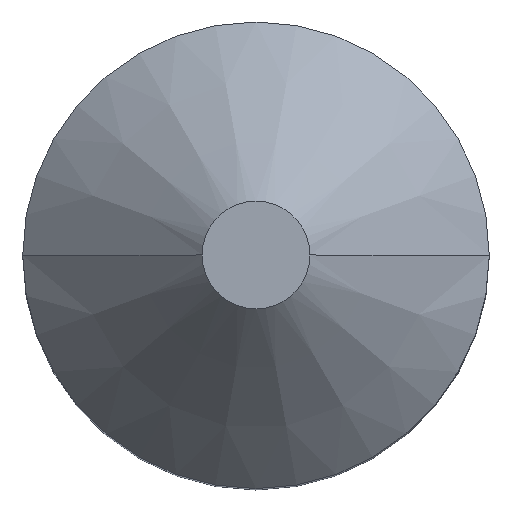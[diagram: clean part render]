
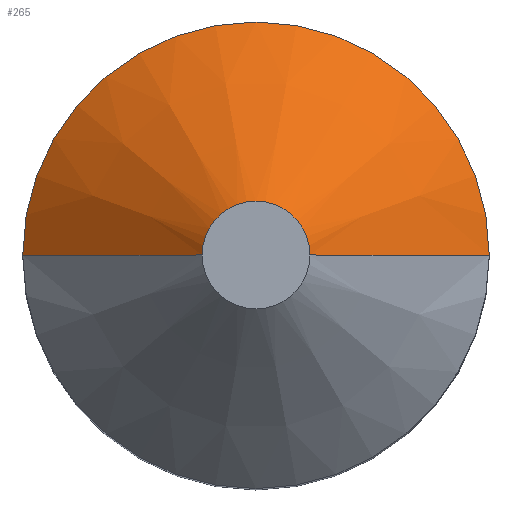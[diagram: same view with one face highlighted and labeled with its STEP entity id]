
A CAD part, top view. The second image highlights one B-rep face of the part: STEP entity #265.
In plain terms, the highlighted conical face has half-angle 45 degrees and reference radius 0.105 mm.
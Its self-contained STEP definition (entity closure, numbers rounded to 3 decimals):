
#9 = CIRCLE ( 'NONE', #379, 0.455 ) ;
#13 = AXIS2_PLACEMENT_3D ( 'NONE', #402, #63, #153 ) ;
#23 = EDGE_CURVE ( 'NONE', #52, #156, #353, .T. ) ;
#29 = ORIENTED_EDGE ( 'NONE', *, *, #377, .F. ) ;
#50 = DIRECTION ( 'NONE',  ( -1., 0., 0. ) ) ;
#52 = VERTEX_POINT ( 'NONE', #73 ) ;
#63 = DIRECTION ( 'NONE',  ( 0., 0., 1. ) ) ;
#67 = LINE ( 'NONE', #188, #144 ) ;
#73 = CARTESIAN_POINT ( 'NONE',  ( -0.105, 0., 0. ) ) ;
#87 = DIRECTION ( 'NONE',  ( 0., 0., -1. ) ) ;
#123 = DIRECTION ( 'NONE',  ( -0.707, 0., -0.707 ) ) ;
#144 = VECTOR ( 'NONE', #272, 1000. ) ;
#153 = DIRECTION ( 'NONE',  ( 1., 0., 0. ) ) ;
#156 = VERTEX_POINT ( 'NONE', #165 ) ;
#165 = CARTESIAN_POINT ( 'NONE',  ( -0.455, 0., -0.35 ) ) ;
#171 = CARTESIAN_POINT ( 'NONE',  ( 0., 0., 0. ) ) ;
#180 = VERTEX_POINT ( 'NONE', #200 ) ;
#184 = ORIENTED_EDGE ( 'NONE', *, *, #214, .F. ) ;
#188 = CARTESIAN_POINT ( 'NONE',  ( 0.105, 0., 0. ) ) ;
#196 = CONICAL_SURFACE ( 'NONE', #263, 0.105, 0.785 ) ;
#200 = CARTESIAN_POINT ( 'NONE',  ( 0.455, 0., -0.35 ) ) ;
#214 = EDGE_CURVE ( 'NONE', #156, #180, #9, .T. ) ;
#230 = CARTESIAN_POINT ( 'NONE',  ( 0., 0., -0.35 ) ) ;
#242 = CARTESIAN_POINT ( 'NONE',  ( 0.105, 0., 0. ) ) ;
#263 = AXIS2_PLACEMENT_3D ( 'NONE', #171, #301, #50 ) ;
#265 = ADVANCED_FACE ( 'NONE', ( #334 ), #196, .T. ) ;
#271 = CIRCLE ( 'NONE', #13, 0.105 ) ;
#272 = DIRECTION ( 'NONE',  ( 0.707, 0., -0.707 ) ) ;
#301 = DIRECTION ( 'NONE',  ( 0., 0., -1. ) ) ;
#315 = VERTEX_POINT ( 'NONE', #242 ) ;
#334 = FACE_OUTER_BOUND ( 'NONE', #404, .T. ) ;
#346 = VECTOR ( 'NONE', #123, 1000. ) ;
#347 = ORIENTED_EDGE ( 'NONE', *, *, #386, .T. ) ;
#349 = ORIENTED_EDGE ( 'NONE', *, *, #23, .F. ) ;
#353 = LINE ( 'NONE', #358, #346 ) ;
#358 = CARTESIAN_POINT ( 'NONE',  ( -0.105, 0., 0. ) ) ;
#363 = DIRECTION ( 'NONE',  ( 1., 0., 0. ) ) ;
#377 = EDGE_CURVE ( 'NONE', #315, #52, #271, .T. ) ;
#379 = AXIS2_PLACEMENT_3D ( 'NONE', #230, #87, #363 ) ;
#386 = EDGE_CURVE ( 'NONE', #315, #180, #67, .T. ) ;
#402 = CARTESIAN_POINT ( 'NONE',  ( 0., 0., 0. ) ) ;
#404 = EDGE_LOOP ( 'NONE', ( #29, #347, #184, #349 ) ) ;
